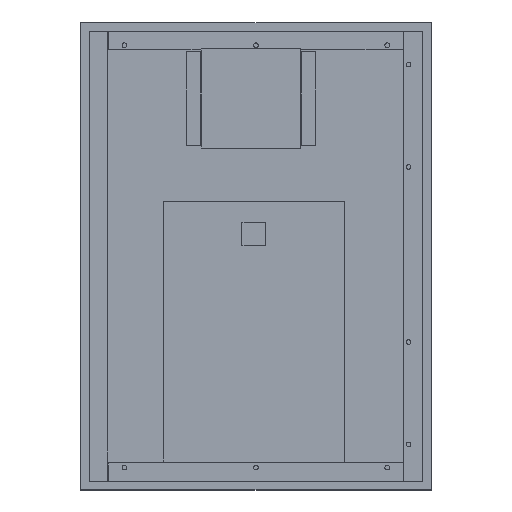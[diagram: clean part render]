
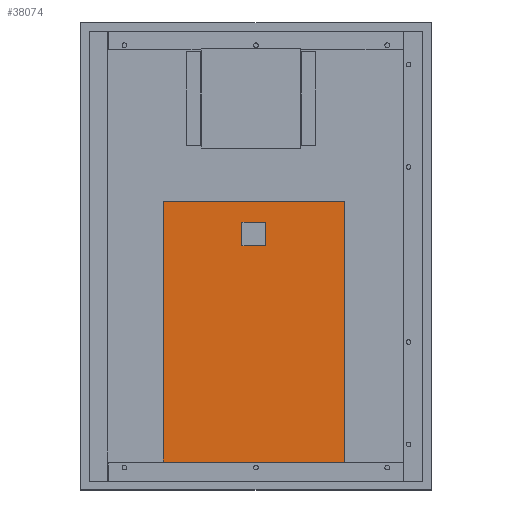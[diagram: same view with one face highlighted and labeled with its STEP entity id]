
A CAD part, top view. The second image highlights one B-rep face of the part: STEP entity #38074.
In plain terms, the highlighted planar face has unit normal (0, 0, 1).
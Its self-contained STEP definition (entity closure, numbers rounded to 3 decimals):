
#5481=DIRECTION('',(1.,0.,0.));
#5482=VECTOR('',#5481,310.);
#5483=CARTESIAN_POINT('',(141.,46.2,-24.8));
#5484=LINE('',#5483,#5482);
#13097=DIRECTION('',(0.,-1.,0.));
#13098=VECTOR('',#13097,446.8);
#13099=CARTESIAN_POINT('',(141.,493.,-24.8));
#13100=LINE('',#13099,#13098);
#13101=DIRECTION('',(-1.,0.,0.));
#13102=VECTOR('',#13101,310.);
#13103=CARTESIAN_POINT('',(451.,493.,-24.8));
#13104=LINE('',#13103,#13102);
#13105=DIRECTION('',(0.,1.,0.));
#13106=VECTOR('',#13105,446.8);
#13107=CARTESIAN_POINT('',(451.,46.2,-24.8));
#13108=LINE('',#13107,#13106);
#13109=DIRECTION('',(0.,-1.,0.));
#13110=VECTOR('',#13109,40.);
#13111=CARTESIAN_POINT('',(276.,458.,-24.8));
#13112=LINE('',#13111,#13110);
#13113=DIRECTION('',(-1.,0.,0.));
#13114=VECTOR('',#13113,40.);
#13115=CARTESIAN_POINT('',(316.,458.,-24.8));
#13116=LINE('',#13115,#13114);
#13121=DIRECTION('',(0.,1.,0.));
#13122=VECTOR('',#13121,40.);
#13123=CARTESIAN_POINT('',(316.,418.,-24.8));
#13124=LINE('',#13123,#13122);
#13129=DIRECTION('',(1.,0.,0.));
#13130=VECTOR('',#13129,40.);
#13131=CARTESIAN_POINT('',(276.,418.,-24.8));
#13132=LINE('',#13131,#13130);
#13718=CARTESIAN_POINT('',(451.,493.,-24.8));
#13719=CARTESIAN_POINT('',(141.,493.,-24.8));
#13720=VERTEX_POINT('',#13718);
#13721=VERTEX_POINT('',#13719);
#13722=CARTESIAN_POINT('',(276.,458.,-24.8));
#13723=CARTESIAN_POINT('',(276.,418.,-24.8));
#13724=VERTEX_POINT('',#13722);
#13725=VERTEX_POINT('',#13723);
#13726=CARTESIAN_POINT('',(316.,418.,-24.8));
#13727=VERTEX_POINT('',#13726);
#13728=CARTESIAN_POINT('',(316.,458.,-24.8));
#13729=VERTEX_POINT('',#13728);
#17101=CARTESIAN_POINT('',(141.,46.2,-24.8));
#17102=VERTEX_POINT('',#17101);
#17103=CARTESIAN_POINT('',(451.,46.2,-24.8));
#17104=VERTEX_POINT('',#17103);
#38053=CARTESIAN_POINT('',(296.,268.,-24.8));
#38054=DIRECTION('',(0.,0.,1.));
#38055=DIRECTION('',(1.,0.,0.));
#38056=AXIS2_PLACEMENT_3D('',#38053,#38054,#38055);
#38057=PLANE('',#38056);
#38058=ORIENTED_EDGE('',*,*,#25821,.F.);
#38059=ORIENTED_EDGE('',*,*,#38020,.F.);
#38060=ORIENTED_EDGE('',*,*,#38034,.F.);
#38061=ORIENTED_EDGE('',*,*,#38047,.F.);
#38062=EDGE_LOOP('',(#38058,#38059,#38060,#38061));
#38063=FACE_OUTER_BOUND('',#38062,.F.);
#38065=ORIENTED_EDGE('',*,*,#38064,.T.);
#38067=ORIENTED_EDGE('',*,*,#38066,.T.);
#38069=ORIENTED_EDGE('',*,*,#38068,.T.);
#38071=ORIENTED_EDGE('',*,*,#38070,.T.);
#38072=EDGE_LOOP('',(#38065,#38067,#38069,#38071));
#38073=FACE_BOUND('',#38072,.F.);
#25821=EDGE_CURVE('',#17102,#17104,#5484,.T.);
#38020=EDGE_CURVE('',#13721,#17102,#13100,.T.);
#38034=EDGE_CURVE('',#13720,#13721,#13104,.T.);
#38047=EDGE_CURVE('',#17104,#13720,#13108,.T.);
#38064=EDGE_CURVE('',#13724,#13725,#13112,.T.);
#38066=EDGE_CURVE('',#13725,#13727,#13132,.T.);
#38068=EDGE_CURVE('',#13727,#13729,#13124,.T.);
#38070=EDGE_CURVE('',#13729,#13724,#13116,.T.);
#38074=ADVANCED_FACE('',(#38063,#38073),#38057,.T.);
